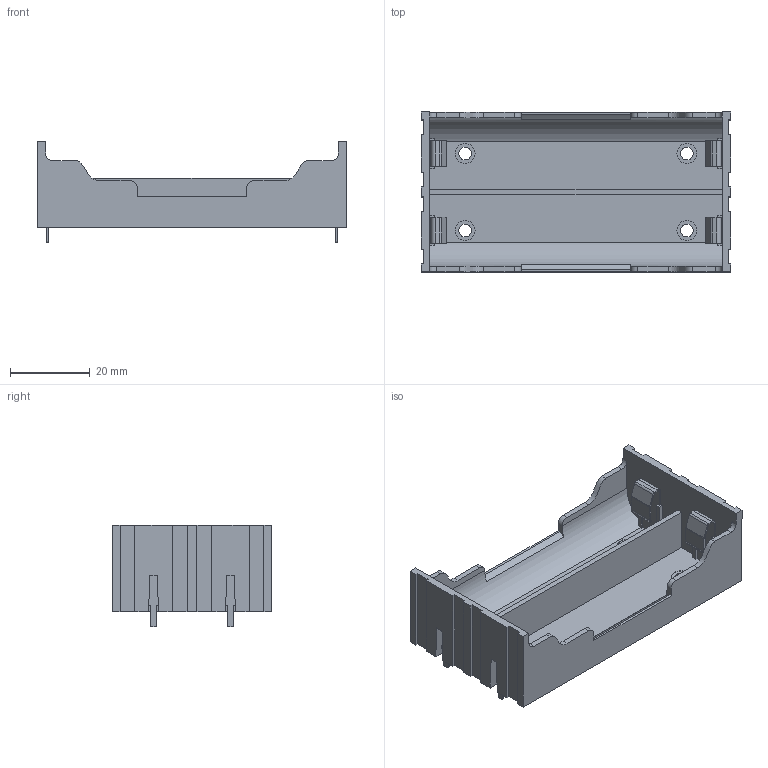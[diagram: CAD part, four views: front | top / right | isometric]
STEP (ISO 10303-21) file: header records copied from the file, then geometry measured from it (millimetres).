
FILE_DESCRIPTION (( 'STEP AP214' ), '1' );
FILE_NAME ('User Library-18650 Full.STEP', '2023-07-24T22:19:18', ( '' ), ( '' ), 'SwSTEP 2.0', 'SolidWorks 2022', '' );
FILE_SCHEMA (( 'AUTOMOTIVE_DESIGN' ));
Length unit declared in the file: millimetre
Products named in the file (3): User Library-18650 Full; 18650m_2; 18650s_По умолчанию
Assembly tree (5 placements, depth 2):
  User Library-18650 Full
    18650m_2
    18650s_По умолчанию  x4
Bounding box: 77.65 x 40.1 x 25.48 mm (x, y, z)
Volume: 13050.9 mm3; surface area: 15886.6 mm2
Topology: 5 solids, 5 shells, 364 faces, 946 edges, 588 vertices
Faces by surface type: plane 272, cylinder 88, bspline 4
Entity records: 7270 total; most frequent: CARTESIAN_POINT 1328, ORIENTED_EDGE 1256, DIRECTION 1164, EDGE_CURVE 628, LINE 516, VECTOR 516, VERTEX_POINT 408, AXIS2_PLACEMENT_3D 324
